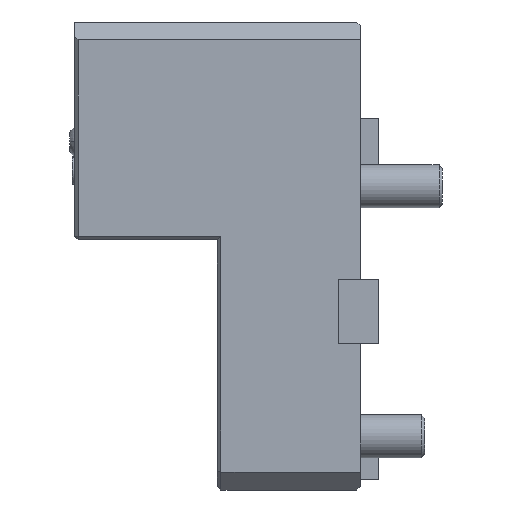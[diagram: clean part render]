
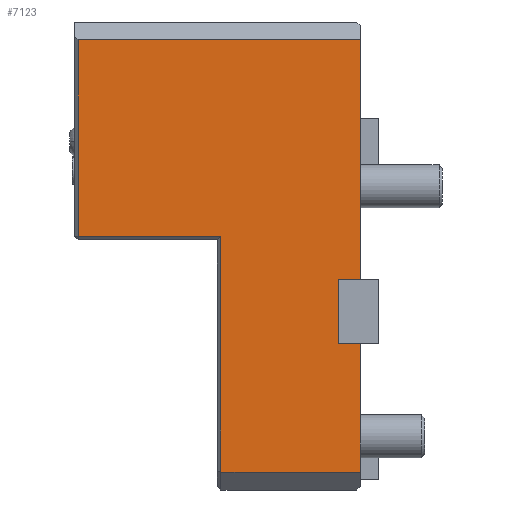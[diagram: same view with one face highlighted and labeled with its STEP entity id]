
A CAD part, left-side view. The second image highlights one B-rep face of the part: STEP entity #7123.
In plain terms, the highlighted planar face has unit normal (-1, 0, 0).
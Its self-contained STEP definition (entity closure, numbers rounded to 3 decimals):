
#625 = DIRECTION ( 'NONE',  ( 0., 0., -1. ) ) ;
#781 = CARTESIAN_POINT ( 'NONE',  ( -48., 6., 41. ) ) ;
#934 = VERTEX_POINT ( 'NONE', #9000 ) ;
#1085 = CARTESIAN_POINT ( 'NONE',  ( -48., 0., 131. ) ) ;
#1207 = LINE ( 'NONE', #5475, #5725 ) ;
#1283 = CARTESIAN_POINT ( 'NONE',  ( -48., 79., 126. ) ) ;
#1443 = LINE ( 'NONE', #8900, #7883 ) ;
#1782 = ORIENTED_EDGE ( 'NONE', *, *, #13145, .F. ) ;
#1929 = ORIENTED_EDGE ( 'NONE', *, *, #2700, .T. ) ;
#2368 = DIRECTION ( 'NONE',  ( 0., 0., -1. ) ) ;
#2372 = DIRECTION ( 'NONE',  ( 0., -1., 0. ) ) ;
#2496 = CARTESIAN_POINT ( 'NONE',  ( -48., 79., 131. ) ) ;
#2553 = DIRECTION ( 'NONE',  ( 0., 0., -1. ) ) ;
#2632 = VERTEX_POINT ( 'NONE', #12403 ) ;
#2700 = EDGE_CURVE ( 'Defeatured_2_8+Defeatured_2_78+Defeatured_2_44+Defeatured_2_82', #10177, #4860, #13880, .T. ) ;
#2845 = EDGE_CURVE ( 'Defeatured_2_8+Defeatured_2_44+Defeatured_2_4+Defeatured_2_78', #12995, #10177, #11990, .T. ) ;
#3028 = CARTESIAN_POINT ( 'NONE',  ( -48., 6., 59. ) ) ;
#3325 = CARTESIAN_POINT ( 'NONE',  ( -48., 0., 131. ) ) ;
#3430 = DIRECTION ( 'NONE',  ( 0., -1., 0. ) ) ;
#3582 = CARTESIAN_POINT ( 'NONE',  ( -48., 0., 5. ) ) ;
#4715 = VERTEX_POINT ( 'NONE', #10573 ) ;
#4860 = VERTEX_POINT ( 'NONE', #7688 ) ;
#5023 = DIRECTION ( 'NONE',  ( 0., 0., -1. ) ) ;
#5200 = ORIENTED_EDGE ( 'NONE', *, *, #6750, .F. ) ;
#5475 = CARTESIAN_POINT ( 'NONE',  ( -48., 6., 41. ) ) ;
#5725 = VECTOR ( 'NONE', #3430, 1000. ) ;
#5786 = VECTOR ( 'NONE', #7893, 1000. ) ;
#6079 = EDGE_CURVE ( 'Defeatured_2_8+Defeatured_2_21+Defeatured_2_17+Defeatured_2_4', #10499, #13604, #1443, .T. ) ;
#6190 = DIRECTION ( 'NONE',  ( 0., 1., 0. ) ) ;
#6358 = VECTOR ( 'NONE', #12980, 1000. ) ;
#6446 = VECTOR ( 'NONE', #11063, 1000. ) ;
#6476 = PLANE ( 'NONE',  #12464 ) ;
#6750 = EDGE_CURVE ( 'Defeatured_2_4+Defeatured_2_8+Defeatured_2_44+Defeatured_2_21', #12995, #13604, #9239, .T. ) ;
#6974 = FACE_OUTER_BOUND ( 'NONE', #14359, .T. ) ;
#7123 = ADVANCED_FACE ( 'Defeatured_2_8', ( #6974 ), #6476, .F. ) ;
#7280 = ORIENTED_EDGE ( 'NONE', *, *, #10957, .F. ) ;
#7304 = CARTESIAN_POINT ( 'NONE',  ( -48., 0., 59. ) ) ;
#7636 = CARTESIAN_POINT ( 'NONE',  ( -48., 0., 126. ) ) ;
#7688 = CARTESIAN_POINT ( 'NONE',  ( -48., 79., 71. ) ) ;
#7881 = ORIENTED_EDGE ( 'NONE', *, *, #8467, .F. ) ;
#7883 = VECTOR ( 'NONE', #2372, 1000. ) ;
#7893 = DIRECTION ( 'NONE',  ( 0., -1., 0. ) ) ;
#8215 = ORIENTED_EDGE ( 'NONE', *, *, #10762, .T. ) ;
#8219 = VECTOR ( 'NONE', #2553, 1000. ) ;
#8252 = VERTEX_POINT ( 'NONE', #9437 ) ;
#8467 = EDGE_CURVE ( 'Defeatured_2_20+Defeatured_2_8+Defeatured_2_17+Defeatured_2_3', #2632, #4715, #1207, .T. ) ;
#8543 = CARTESIAN_POINT ( 'NONE',  ( -48., 0., 71. ) ) ;
#8900 = CARTESIAN_POINT ( 'NONE',  ( -48., 6., 59. ) ) ;
#9000 = CARTESIAN_POINT ( 'NONE',  ( -48., 39., 5. ) ) ;
#9028 = VECTOR ( 'NONE', #6190, 1000. ) ;
#9029 = CARTESIAN_POINT ( 'NONE',  ( -48., 39., 131. ) ) ;
#9213 = CARTESIAN_POINT ( 'NONE',  ( -48., 0., 131. ) ) ;
#9239 = LINE ( 'NONE', #9213, #8219 ) ;
#9437 = CARTESIAN_POINT ( 'NONE',  ( -48., 39., 71. ) ) ;
#9625 = VECTOR ( 'NONE', #2368, 1000. ) ;
#9644 = ORIENTED_EDGE ( 'NONE', *, *, #11849, .T. ) ;
#10060 = LINE ( 'NONE', #3325, #6446 ) ;
#10124 = CARTESIAN_POINT ( 'NONE',  ( -48., 0., 5. ) ) ;
#10177 = VERTEX_POINT ( 'NONE', #1283 ) ;
#10323 = LINE ( 'NONE', #8543, #6358 ) ;
#10352 = EDGE_CURVE ( 'Defeatured_2_8+Defeatured_2_82+Defeatured_2_78+Defeatured_2_81', #4860, #8252, #10323, .T. ) ;
#10499 = VERTEX_POINT ( 'NONE', #3028 ) ;
#10573 = CARTESIAN_POINT ( 'NONE',  ( -48., 0., 41. ) ) ;
#10762 = EDGE_CURVE ( 'Defeatured_2_8+Defeatured_2_81+Defeatured_2_82+Defeatured_2_43', #8252, #934, #13440, .T. ) ;
#10957 = EDGE_CURVE ( 'Defeatured_2_17+Defeatured_2_8+Defeatured_2_21+Defeatured_2_20', #10499, #2632, #11177, .T. ) ;
#11063 = DIRECTION ( 'NONE',  ( 0., 0., -1. ) ) ;
#11177 = LINE ( 'NONE', #781, #11894 ) ;
#11462 = VECTOR ( 'NONE', #5023, 1000. ) ;
#11849 = EDGE_CURVE ( 'Defeatured_2_8+Defeatured_2_43+Defeatured_2_81+Defeatured_2_3', #934, #13870, #12384, .T. ) ;
#11894 = VECTOR ( 'NONE', #625, 1000. ) ;
#11934 = ORIENTED_EDGE ( 'NONE', *, *, #6079, .T. ) ;
#11990 = LINE ( 'NONE', #14017, #9028 ) ;
#12106 = DIRECTION ( 'NONE',  ( 0., 0., -1. ) ) ;
#12195 = DIRECTION ( 'NONE',  ( 1., 0., 0. ) ) ;
#12384 = LINE ( 'NONE', #3582, #5786 ) ;
#12403 = CARTESIAN_POINT ( 'NONE',  ( -48., 6., 41. ) ) ;
#12464 = AXIS2_PLACEMENT_3D ( 'NONE', #1085, #12195, #12106 ) ;
#12751 = ORIENTED_EDGE ( 'NONE', *, *, #2845, .T. ) ;
#12980 = DIRECTION ( 'NONE',  ( 0., -1., 0. ) ) ;
#12995 = VERTEX_POINT ( 'NONE', #7636 ) ;
#13145 = EDGE_CURVE ( 'Defeatured_2_3+Defeatured_2_8+Defeatured_2_20+Defeatured_2_43', #4715, #13870, #10060, .T. ) ;
#13440 = LINE ( 'NONE', #9029, #9625 ) ;
#13604 = VERTEX_POINT ( 'NONE', #7304 ) ;
#13870 = VERTEX_POINT ( 'NONE', #10124 ) ;
#13880 = LINE ( 'NONE', #2496, #11462 ) ;
#14017 = CARTESIAN_POINT ( 'NONE',  ( -48., 0., 126. ) ) ;
#14200 = ORIENTED_EDGE ( 'NONE', *, *, #10352, .T. ) ;
#14359 = EDGE_LOOP ( 'NONE', ( #12751, #1929, #14200, #8215, #9644, #1782, #7881, #7280, #11934, #5200 ) ) ;
